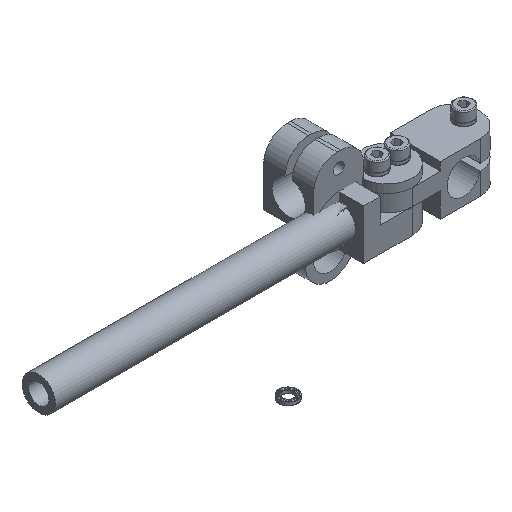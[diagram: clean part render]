
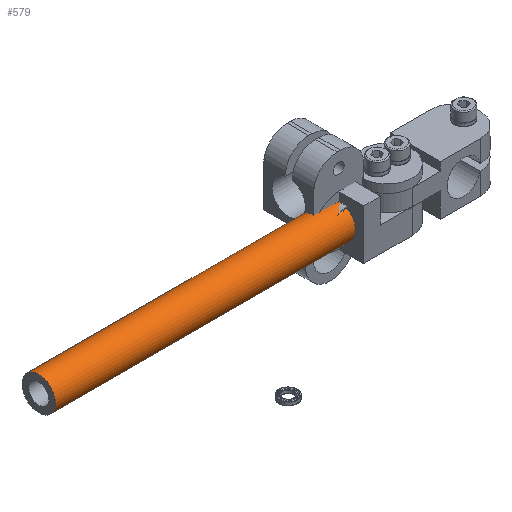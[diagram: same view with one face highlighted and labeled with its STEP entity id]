
A CAD part, isometric view. The second image highlights one B-rep face of the part: STEP entity #579.
In plain terms, the highlighted cylindrical face has radius 5 mm (diameter 10 mm), a full revolution.
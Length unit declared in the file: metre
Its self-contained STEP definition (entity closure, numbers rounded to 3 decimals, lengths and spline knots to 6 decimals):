
#579 = ADVANCED_FACE( '', ( #1208, #1209 ), #1210, .T. );
#1208 = FACE_OUTER_BOUND( '', #1836, .T. );
#1209 = FACE_OUTER_BOUND( '', #1837, .T. );
#1210 = CYLINDRICAL_SURFACE( '', #1838, 0.005 );
#1836 = EDGE_LOOP( '', ( #4214 ) );
#1837 = EDGE_LOOP( '', ( #4215 ) );
#1838 = AXIS2_PLACEMENT_3D( '', #4216, #4217, #4218 );
#4214 = ORIENTED_EDGE( '', *, *, #5343, .F. );
#4215 = ORIENTED_EDGE( '', *, *, #5344, .F. );
#4216 = CARTESIAN_POINT( '', ( -0.09, 0., 0. ) );
#4217 = DIRECTION( '', ( -1., 0., 0. ) );
#4218 = DIRECTION( '', ( 0., 0., -1. ) );
#5343 = EDGE_CURVE( '', #6775, #6775, #6776, .T. );
#5344 = EDGE_CURVE( '', #6777, #6777, #6778, .T. );
#6775 = VERTEX_POINT( '', #8760 );
#6776 = CIRCLE( '', #8761, 0.005 );
#6777 = VERTEX_POINT( '', #8762 );
#6778 = CIRCLE( '', #8763, 0.005 );
#8760 = CARTESIAN_POINT( '', ( -0.09, 0.005, 0. ) );
#8761 = AXIS2_PLACEMENT_3D( '', #10155, #10156, #10157 );
#8762 = CARTESIAN_POINT( '', ( 0., 0., -0.005 ) );
#8763 = AXIS2_PLACEMENT_3D( '', #10158, #10159, #10160 );
#10155 = CARTESIAN_POINT( '', ( -0.09, 0., 0. ) );
#10156 = DIRECTION( '', ( -1., 0., 0. ) );
#10157 = DIRECTION( '', ( 0., 1., 0. ) );
#10158 = CARTESIAN_POINT( '', ( 0., 0., 0. ) );
#10159 = DIRECTION( '', ( 1., 0., 0. ) );
#10160 = DIRECTION( '', ( 0., 0., -1. ) );
